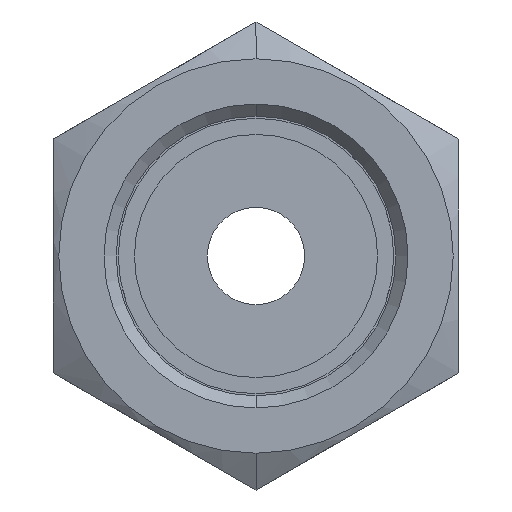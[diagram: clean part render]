
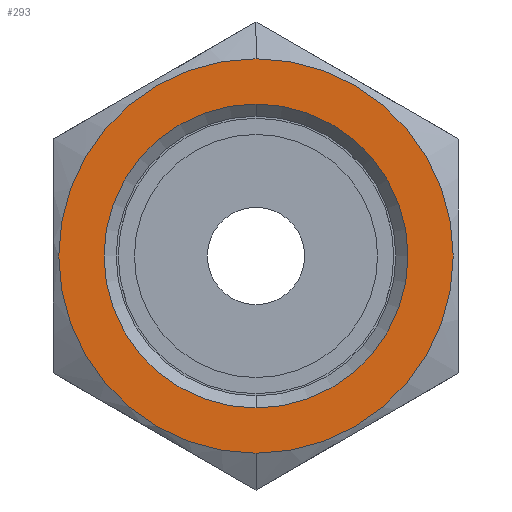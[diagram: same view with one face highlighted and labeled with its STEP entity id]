
A CAD part, left-side view. The second image highlights one B-rep face of the part: STEP entity #293.
In plain terms, the highlighted planar face has unit normal (-1, 0, 0).
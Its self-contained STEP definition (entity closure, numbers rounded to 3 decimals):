
#258=CARTESIAN_POINT('POINT9',(0.,0.,
   -7.144));
#259=VERTEX_POINT('VERTEX9',#258);
#260=CARTESIAN_POINT('POINT10',(0.,
   0.,7.144));
#261=VERTEX_POINT('VERTEX10',#260);
#262=CARTESIAN_POINT('POS17',(0.,
   0.,0.));
#263=DIRECTION('DIR25',(1.,0.,0.));
#264=DIRECTION('DIR26',(0.,0.,-1.));
#265=AXIS2_PLACEMENT_3D('AXIS9',#262,#263,#264);
#266=CIRCLE('ELLIPSE5',#265,7.144);
#267=EDGE_CURVE('EDGE17',#259,#261,#266,.T.);
#268=ORIENTED_EDGE('COEDGE33',*,*,#267,.T.);
#269=EDGE_CURVE('EDGE18',#261,#259,#266,.T.);
#270=ORIENTED_EDGE('COEDGE34',*,*,#269,.T.);
#271=EDGE_LOOP('NONE',(#268,#270));
#272=FACE_BOUND('LOOP1',#271,.T.);
#273=CARTESIAN_POINT('POINT11',(0.,0.,
   -9.271));
#274=VERTEX_POINT('VERTEX11',#273);
#275=CARTESIAN_POINT('POINT12',(0.,
   0.,9.271));
#276=VERTEX_POINT('VERTEX12',#275);
#277=CARTESIAN_POINT('POS18',(0.,0.,
   0.));
#278=DIRECTION('DIR27',(-1.,0.,0.));
#279=DIRECTION('DIR28',(0.,0.,-1.));
#280=AXIS2_PLACEMENT_3D('AXIS10',#277,#278,#279);
#281=CIRCLE('ELLIPSE6',#280,9.271);
#282=EDGE_CURVE('EDGE19',#274,#276,#281,.T.);
#283=ORIENTED_EDGE('COEDGE35',*,*,#282,.T.);
#284=EDGE_CURVE('EDGE20',#276,#274,#281,.T.);
#285=ORIENTED_EDGE('COEDGE36',*,*,#284,.T.);
#286=EDGE_LOOP('NONE',(#283,#285));
#287=FACE_BOUND('LOOP1',#286,.T.);
#288=CARTESIAN_POINT('POS19',(0.,0.,
   4.762));
#289=DIRECTION('DIR29',(-1.,0.,0.));
#290=DIRECTION('DIR30',(0.,1.,0.));
#291=AXIS2_PLACEMENT_3D('AXIS11',#288,#289,#290);
#292=PLANE('PLANE1',#291);
#293=ADVANCED_FACE('FACE9',(#272,#287),#292,.T.);
